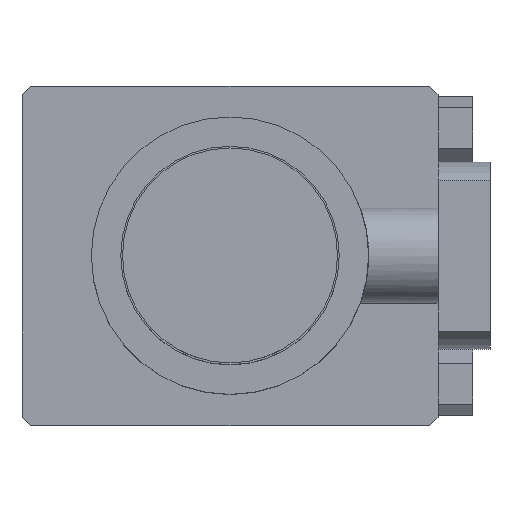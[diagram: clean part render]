
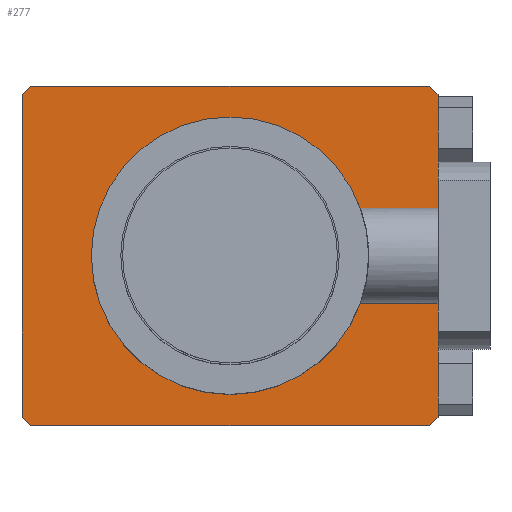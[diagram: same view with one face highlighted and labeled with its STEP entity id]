
A CAD part, top view. The second image highlights one B-rep face of the part: STEP entity #277.
In plain terms, the highlighted planar face has unit normal (0, 0, 1).
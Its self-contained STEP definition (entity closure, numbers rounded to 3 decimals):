
#49=LINE('',#1414,#127);
#50=LINE('',#1417,#128);
#51=LINE('',#1419,#129);
#52=LINE('',#1421,#130);
#53=LINE('',#1423,#131);
#54=LINE('',#1425,#132);
#55=LINE('',#1427,#133);
#56=LINE('',#1429,#134);
#57=LINE('',#1431,#135);
#58=LINE('',#1433,#136);
#59=LINE('',#1435,#137);
#60=LINE('',#1437,#138);
#127=VECTOR('',#1065,1.);
#128=VECTOR('',#1066,1.);
#129=VECTOR('',#1067,1.);
#130=VECTOR('',#1068,1.);
#131=VECTOR('',#1069,1.);
#132=VECTOR('',#1070,1.);
#133=VECTOR('',#1071,1.);
#134=VECTOR('',#1072,1.);
#135=VECTOR('',#1073,1.);
#136=VECTOR('',#1074,1.);
#137=VECTOR('',#1075,1.);
#138=VECTOR('',#1076,1.);
#209=CIRCLE('',#944,40.);
#237=FACE_BOUND('',#409,.T.);
#238=FACE_BOUND('',#410,.T.);
#277=ADVANCED_FACE('',(#237,#238),#328,.F.);
#328=PLANE('',#945);
#409=EDGE_LOOP('',(#513));
#410=EDGE_LOOP('',(#514,#515,#516,#517,#518,#519,#520,#521,#522,#523,#524,
#525));
#513=ORIENTED_EDGE('',*,*,#814,.T.);
#514=ORIENTED_EDGE('',*,*,#815,.F.);
#515=ORIENTED_EDGE('',*,*,#816,.F.);
#516=ORIENTED_EDGE('',*,*,#817,.F.);
#517=ORIENTED_EDGE('',*,*,#818,.F.);
#518=ORIENTED_EDGE('',*,*,#819,.F.);
#519=ORIENTED_EDGE('',*,*,#820,.F.);
#520=ORIENTED_EDGE('',*,*,#821,.F.);
#521=ORIENTED_EDGE('',*,*,#822,.F.);
#522=ORIENTED_EDGE('',*,*,#823,.F.);
#523=ORIENTED_EDGE('',*,*,#824,.F.);
#524=ORIENTED_EDGE('',*,*,#825,.F.);
#525=ORIENTED_EDGE('',*,*,#826,.F.);
#727=VERTEX_POINT('',#1413);
#728=VERTEX_POINT('',#1415);
#729=VERTEX_POINT('',#1416);
#730=VERTEX_POINT('',#1418);
#731=VERTEX_POINT('',#1420);
#732=VERTEX_POINT('',#1422);
#733=VERTEX_POINT('',#1424);
#734=VERTEX_POINT('',#1426);
#735=VERTEX_POINT('',#1428);
#736=VERTEX_POINT('',#1430);
#737=VERTEX_POINT('',#1432);
#738=VERTEX_POINT('',#1434);
#739=VERTEX_POINT('',#1436);
#814=EDGE_CURVE('',#727,#727,#209,.T.);
#815=EDGE_CURVE('',#728,#729,#49,.T.);
#816=EDGE_CURVE('',#730,#728,#50,.T.);
#817=EDGE_CURVE('',#731,#730,#51,.T.);
#818=EDGE_CURVE('',#732,#731,#52,.T.);
#819=EDGE_CURVE('',#733,#732,#53,.T.);
#820=EDGE_CURVE('',#734,#733,#54,.T.);
#821=EDGE_CURVE('',#735,#734,#55,.T.);
#822=EDGE_CURVE('',#736,#735,#56,.T.);
#823=EDGE_CURVE('',#737,#736,#57,.T.);
#824=EDGE_CURVE('',#738,#737,#58,.T.);
#825=EDGE_CURVE('',#739,#738,#59,.T.);
#826=EDGE_CURVE('',#729,#739,#60,.T.);
#944=AXIS2_PLACEMENT_3D('',#1412,#1063,#1064);
#945=AXIS2_PLACEMENT_3D('',#1438,#1077,#1078);
#1063=DIRECTION('',(0.,0.,-1.));
#1064=DIRECTION('',(1.,0.,0.));
#1065=DIRECTION('',(0.,1.,0.));
#1066=DIRECTION('',(-0.707,0.707,0.));
#1067=DIRECTION('',(-1.,0.,0.));
#1068=DIRECTION('',(-0.707,-0.707,0.));
#1069=DIRECTION('',(0.,-1.,0.));
#1070=DIRECTION('',(0.,-1.,0.));
#1071=DIRECTION('',(0.,-1.,0.));
#1072=DIRECTION('',(0.,-1.,0.));
#1073=DIRECTION('',(0.,-1.,0.));
#1074=DIRECTION('',(0.707,-0.707,0.));
#1075=DIRECTION('',(1.,0.,0.));
#1076=DIRECTION('',(0.707,0.707,0.));
#1077=DIRECTION('',(0.,0.,-1.));
#1078=DIRECTION('',(1.,0.,0.));
#1412=CARTESIAN_POINT('',(0.,0.,
0.));
#1413=CARTESIAN_POINT('',(40.,0.,0.));
#1414=CARTESIAN_POINT('',(-60.,46.5,0.));
#1415=CARTESIAN_POINT('',(-60.,-46.5,0.));
#1416=CARTESIAN_POINT('',(-60.,46.5,0.));
#1417=CARTESIAN_POINT('',(-60.,-46.5,0.));
#1418=CARTESIAN_POINT('',(-57.5,-49.,0.));
#1419=CARTESIAN_POINT('',(-57.5,-49.,0.));
#1420=CARTESIAN_POINT('',(57.5,-49.,0.));
#1421=CARTESIAN_POINT('',(60.,-46.5,0.));
#1422=CARTESIAN_POINT('',(60.,-46.5,0.));
#1423=CARTESIAN_POINT('',(60.,-46.5,0.));
#1424=CARTESIAN_POINT('',(60.,-46.,0.));
#1425=CARTESIAN_POINT('',(60.,-46.5,0.));
#1426=CARTESIAN_POINT('',(60.,-23.135,0.));
#1427=CARTESIAN_POINT('',(60.,-46.5,0.));
#1428=CARTESIAN_POINT('',(60.,23.135,0.));
#1429=CARTESIAN_POINT('',(60.,-46.5,0.));
#1430=CARTESIAN_POINT('',(60.,46.,0.));
#1431=CARTESIAN_POINT('',(60.,-46.5,0.));
#1432=CARTESIAN_POINT('',(60.,46.5,0.));
#1433=CARTESIAN_POINT('',(57.5,49.,0.));
#1434=CARTESIAN_POINT('',(57.5,49.,0.));
#1435=CARTESIAN_POINT('',(57.5,49.,0.));
#1436=CARTESIAN_POINT('',(-57.5,49.,0.));
#1437=CARTESIAN_POINT('',(-60.,46.5,0.));
#1438=CARTESIAN_POINT('',(-60.,49.,0.));
